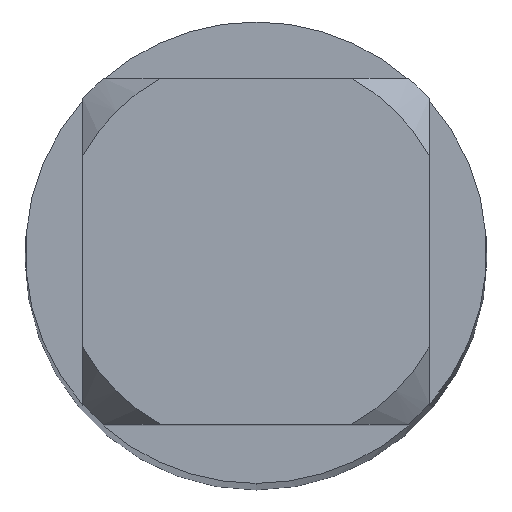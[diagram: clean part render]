
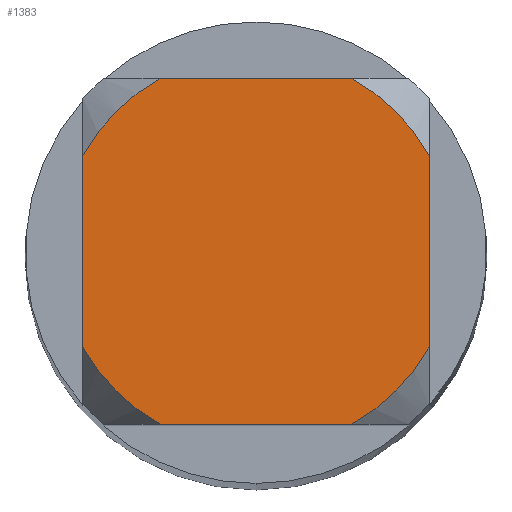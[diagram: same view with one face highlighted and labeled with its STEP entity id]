
A CAD part, top view. The second image highlights one B-rep face of the part: STEP entity #1383.
In plain terms, the highlighted planar face has unit normal (0, 0, 1).
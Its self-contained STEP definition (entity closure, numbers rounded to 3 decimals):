
#1009=EDGE_CURVE('',#1485,#2159,#2775,.T.);
#1151=VERTEX_POINT('',#2930);
#1161=VERTEX_POINT('',#2942);
#1383=ADVANCED_FACE('',(#3188),#3189,.T.);
#1485=VERTEX_POINT('',#3302);
#1517=VERTEX_POINT('',#3337);
#1635=EDGE_CURVE('',#1151,#2173,#3469,.T.);
#1767=EDGE_CURVE('',#2059,#1161,#3615,.T.);
#1951=EDGE_CURVE('',#2059,#1517,#3821,.T.);
#2059=VERTEX_POINT('',#3936);
#2159=VERTEX_POINT('',#4043);
#2173=VERTEX_POINT('',#4059);
#2201=EDGE_CURVE('',#2605,#1161,#4089,.T.);
#2397=EDGE_CURVE('',#2605,#2159,#4304,.T.);
#2519=EDGE_CURVE('',#1485,#2173,#4436,.T.);
#2521=EDGE_CURVE('',#1151,#1517,#4438,.T.);
#2605=VERTEX_POINT('',#4528);
#2775=LINE('',#4813,#4814);
#2930=CARTESIAN_POINT('',(-1.05,0.581,0.0));
#2942=CARTESIAN_POINT('',(1.05,0.581,0.0));
#3188=FACE_OUTER_BOUND('',#5925,.T.);
#3189=PLANE('',#5926);
#3302=CARTESIAN_POINT('',(-0.581,-1.05,0.0));
#3337=CARTESIAN_POINT('',(-0.581,1.05,0.0));
#3469=LINE('',#6637,#6638);
#3615=CIRCLE('',#6991,1.2);
#3821=LINE('',#7381,#7382);
#3936=CARTESIAN_POINT('',(0.581,1.05,0.0));
#4043=CARTESIAN_POINT('',(0.581,-1.05,0.0));
#4059=CARTESIAN_POINT('',(-1.05,-0.581,0.0));
#4089=LINE('',#8127,#8128);
#4304=CIRCLE('',#8751,1.2);
#4436=CIRCLE('',#8982,1.2);
#4438=CIRCLE('',#8985,1.2);
#4528=CARTESIAN_POINT('',(1.05,-0.581,0.0));
#4813=CARTESIAN_POINT('',(0.0,-1.05,0.0));
#4814=VECTOR('',#9428,1.0);
#5925=EDGE_LOOP('',(#9947,#9948,#9949,#9950,#9951,#9952,#9953,#9954));
#5926=AXIS2_PLACEMENT_3D('',#9955,#9956,#9957);
#6637=CARTESIAN_POINT('',(-1.05,0.3,0.0));
#6638=VECTOR('',#10291,1.0);
#6991=AXIS2_PLACEMENT_3D('',#10466,#10467,#10468);
#7381=CARTESIAN_POINT('',(0.0,1.05,0.0));
#7382=VECTOR('',#10707,1.0);
#8127=CARTESIAN_POINT('',(1.05,0.3,0.0));
#8128=VECTOR('',#11042,1.0);
#8751=AXIS2_PLACEMENT_3D('',#11272,#11273,#11274);
#8982=AXIS2_PLACEMENT_3D('',#11385,#11386,#11387);
#8985=AXIS2_PLACEMENT_3D('',#11388,#11389,#11390);
#9428=DIRECTION('',(1.0,0.0,0.0));
#9947=ORIENTED_EDGE('',*,*,#1635,.T.);
#9948=ORIENTED_EDGE('',*,*,#2519,.F.);
#9949=ORIENTED_EDGE('',*,*,#1009,.T.);
#9950=ORIENTED_EDGE('',*,*,#2397,.F.);
#9951=ORIENTED_EDGE('',*,*,#2201,.T.);
#9952=ORIENTED_EDGE('',*,*,#1767,.F.);
#9953=ORIENTED_EDGE('',*,*,#1951,.T.);
#9954=ORIENTED_EDGE('',*,*,#2521,.F.);
#9955=CARTESIAN_POINT('',(0.0,0.6,0.0));
#9956=DIRECTION('',(-0.0,0.0,1.0));
#9957=DIRECTION('',(0.0,-1.0,0.0));
#10291=DIRECTION('',(-0.0,-1.0,0.0));
#10466=CARTESIAN_POINT('',(0.0,0.0,0.0));
#10467=DIRECTION('',(0.0,0.0,-1.0));
#10468=DIRECTION('',(0.0,1.0,0.0));
#10707=DIRECTION('',(-1.0,0.0,0.0));
#11042=DIRECTION('',(-0.0,1.0,0.0));
#11272=CARTESIAN_POINT('',(0.0,0.0,0.0));
#11273=DIRECTION('',(0.0,0.0,-1.0));
#11274=DIRECTION('',(0.0,1.0,0.0));
#11385=CARTESIAN_POINT('',(0.0,0.0,0.0));
#11386=DIRECTION('',(0.0,0.0,-1.0));
#11387=DIRECTION('',(0.0,1.0,0.0));
#11388=CARTESIAN_POINT('',(0.0,0.0,0.0));
#11389=DIRECTION('',(0.0,0.0,-1.0));
#11390=DIRECTION('',(0.0,1.0,0.0));
